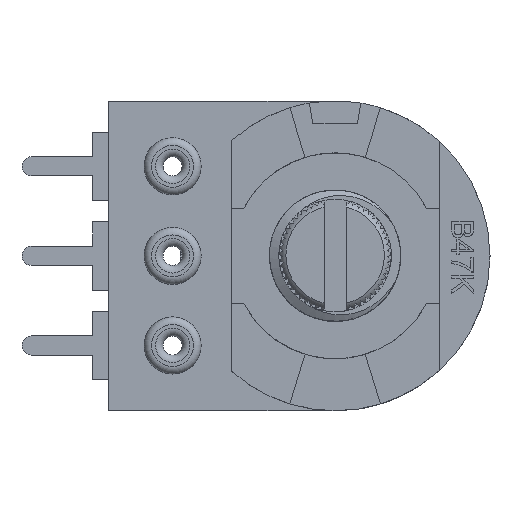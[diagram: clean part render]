
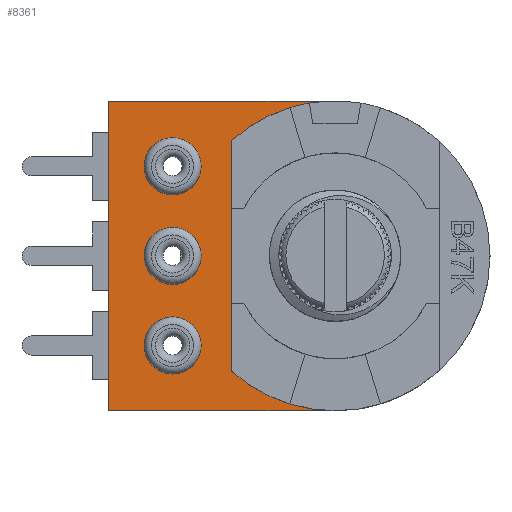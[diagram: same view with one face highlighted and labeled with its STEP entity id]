
A CAD part, top view. The second image highlights one B-rep face of the part: STEP entity #8361.
In plain terms, the highlighted planar face has unit normal (0, 0, 1).
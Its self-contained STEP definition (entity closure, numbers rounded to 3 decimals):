
#138=FACE_BOUND('',#1542,.T.);
#139=FACE_BOUND('',#1543,.T.);
#140=FACE_BOUND('',#1544,.T.);
#459=PLANE('',#8918);
#497=CIRCLE('',#8576,1.5);
#498=CIRCLE('',#8577,1.5);
#505=CIRCLE('',#8588,1.5);
#506=CIRCLE('',#8589,1.5);
#513=CIRCLE('',#8600,1.5);
#514=CIRCLE('',#8601,1.5);
#518=CIRCLE('',#8607,8.125);
#527=CIRCLE('',#8616,8.125);
#1077=FACE_OUTER_BOUND('',#1541,.T.);
#1541=EDGE_LOOP('',(#7865,#7866,#7867,#7868,#7869,#7870));
#1542=EDGE_LOOP('',(#7871,#7872));
#1543=EDGE_LOOP('',(#7873,#7874));
#1544=EDGE_LOOP('',(#7875,#7876));
#2596=LINE('',#16305,#3366);
#2597=LINE('',#16309,#3367);
#2598=LINE('',#16311,#3368);
#2599=LINE('',#16312,#3369);
#3366=VECTOR('',#10764,10.);
#3367=VECTOR('',#10769,10.);
#3368=VECTOR('',#10770,10.);
#3369=VECTOR('',#10771,10.);
#3809=VERTEX_POINT('',#13746);
#3810=VERTEX_POINT('',#13748);
#3815=VERTEX_POINT('',#13765);
#3816=VERTEX_POINT('',#13767);
#3821=VERTEX_POINT('',#13784);
#3822=VERTEX_POINT('',#13786);
#3827=VERTEX_POINT('',#13799);
#3828=VERTEX_POINT('',#13801);
#3845=VERTEX_POINT('',#13836);
#3846=VERTEX_POINT('',#13838);
#4191=VERTEX_POINT('',#16308);
#4192=VERTEX_POINT('',#16310);
#4841=EDGE_CURVE('',#3810,#3809,#497,.T.);
#4842=EDGE_CURVE('',#3809,#3810,#498,.T.);
#4850=EDGE_CURVE('',#3816,#3815,#505,.T.);
#4851=EDGE_CURVE('',#3815,#3816,#506,.T.);
#4859=EDGE_CURVE('',#3822,#3821,#513,.T.);
#4860=EDGE_CURVE('',#3821,#3822,#514,.T.);
#4866=EDGE_CURVE('',#3828,#3827,#518,.T.);
#4885=EDGE_CURVE('',#3846,#3845,#527,.T.);
#5421=EDGE_CURVE('',#3845,#3828,#2596,.T.);
#5422=EDGE_CURVE('',#3827,#4191,#2597,.T.);
#5423=EDGE_CURVE('',#4191,#4192,#2598,.T.);
#5424=EDGE_CURVE('',#4192,#3846,#2599,.T.);
#7865=ORIENTED_EDGE('',*,*,#4885,.T.);
#7866=ORIENTED_EDGE('',*,*,#5421,.T.);
#7867=ORIENTED_EDGE('',*,*,#4866,.T.);
#7868=ORIENTED_EDGE('',*,*,#5422,.T.);
#7869=ORIENTED_EDGE('',*,*,#5423,.T.);
#7870=ORIENTED_EDGE('',*,*,#5424,.T.);
#7871=ORIENTED_EDGE('',*,*,#4859,.T.);
#7872=ORIENTED_EDGE('',*,*,#4860,.T.);
#7873=ORIENTED_EDGE('',*,*,#4850,.T.);
#7874=ORIENTED_EDGE('',*,*,#4851,.T.);
#7875=ORIENTED_EDGE('',*,*,#4841,.T.);
#7876=ORIENTED_EDGE('',*,*,#4842,.T.);
#8361=ADVANCED_FACE('',(#1077,#138,#139,#140),#459,.T.);
#8576=AXIS2_PLACEMENT_3D('',#13749,#9758,#9759);
#8577=AXIS2_PLACEMENT_3D('',#13750,#9760,#9761);
#8588=AXIS2_PLACEMENT_3D('',#13768,#9783,#9784);
#8589=AXIS2_PLACEMENT_3D('',#13769,#9785,#9786);
#8600=AXIS2_PLACEMENT_3D('',#13787,#9808,#9809);
#8601=AXIS2_PLACEMENT_3D('',#13788,#9810,#9811);
#8607=AXIS2_PLACEMENT_3D('',#13802,#9824,#9825);
#8616=AXIS2_PLACEMENT_3D('',#13839,#9852,#9853);
#8918=AXIS2_PLACEMENT_3D('',#16307,#10767,#10768);
#9758=DIRECTION('center_axis',(0.,0.,-1.));
#9759=DIRECTION('ref_axis',(-1.,0.,0.));
#9760=DIRECTION('center_axis',(0.,0.,-1.));
#9761=DIRECTION('ref_axis',(-1.,0.,0.));
#9783=DIRECTION('center_axis',(0.,0.,-1.));
#9784=DIRECTION('ref_axis',(-1.,0.,0.));
#9785=DIRECTION('center_axis',(0.,0.,-1.));
#9786=DIRECTION('ref_axis',(-1.,0.,0.));
#9808=DIRECTION('center_axis',(0.,0.,-1.));
#9809=DIRECTION('ref_axis',(-1.,0.,0.));
#9810=DIRECTION('center_axis',(0.,0.,-1.));
#9811=DIRECTION('ref_axis',(-1.,0.,0.));
#9824=DIRECTION('center_axis',(0.,0.,-1.));
#9825=DIRECTION('ref_axis',(0.,-1.,0.));
#9852=DIRECTION('center_axis',(0.,0.,-1.));
#9853=DIRECTION('ref_axis',(0.,1.,0.));
#10764=DIRECTION('',(0.,1.,0.));
#10767=DIRECTION('center_axis',(0.,0.,1.));
#10768=DIRECTION('ref_axis',(-1.,0.,0.));
#10769=DIRECTION('',(-1.,0.,0.));
#10770=DIRECTION('',(0.,-1.,0.));
#10771=DIRECTION('',(1.,0.,0.));
#13746=CARTESIAN_POINT('',(-10.025,4.7,7.15));
#13748=CARTESIAN_POINT('',(-7.025,4.7,7.15));
#13749=CARTESIAN_POINT('Origin',(-8.525,4.7,7.15));
#13750=CARTESIAN_POINT('Origin',(-8.525,4.7,7.15));
#13765=CARTESIAN_POINT('',(-10.025,0.,7.15));
#13767=CARTESIAN_POINT('',(-7.025,0.,7.15));
#13768=CARTESIAN_POINT('Origin',(-8.525,0.,7.15));
#13769=CARTESIAN_POINT('Origin',(-8.525,0.,7.15));
#13784=CARTESIAN_POINT('',(-10.025,-4.7,7.15));
#13786=CARTESIAN_POINT('',(-7.025,-4.7,7.15));
#13787=CARTESIAN_POINT('Origin',(-8.525,-4.7,7.15));
#13788=CARTESIAN_POINT('Origin',(-8.525,-4.7,7.15));
#13799=CARTESIAN_POINT('',(0.,8.125,7.15));
#13801=CARTESIAN_POINT('',(-5.425,6.049,7.15));
#13802=CARTESIAN_POINT('Origin',(0.,0.,7.15));
#13836=CARTESIAN_POINT('',(-5.425,-6.049,7.15));
#13838=CARTESIAN_POINT('',(0.,-8.125,7.15));
#13839=CARTESIAN_POINT('Origin',(0.,0.,7.15));
#16305=CARTESIAN_POINT('',(-5.425,3.024,7.15));
#16307=CARTESIAN_POINT('Origin',(0.,0.,7.15));
#16308=CARTESIAN_POINT('',(-11.875,8.125,7.15));
#16309=CARTESIAN_POINT('',(0.,8.125,7.15));
#16310=CARTESIAN_POINT('',(-11.875,-8.125,7.15));
#16311=CARTESIAN_POINT('',(-11.875,8.125,7.15));
#16312=CARTESIAN_POINT('',(-11.875,-8.125,7.15));
